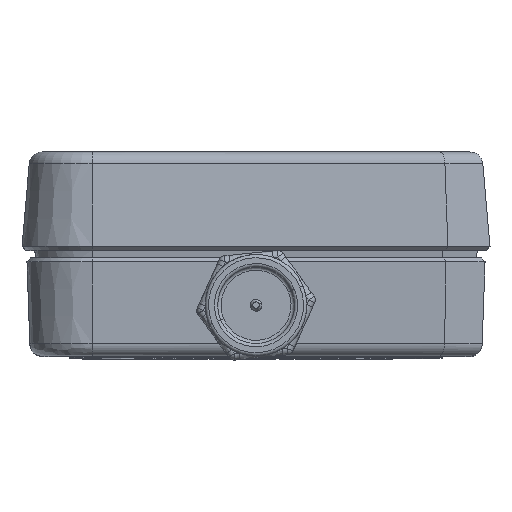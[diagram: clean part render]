
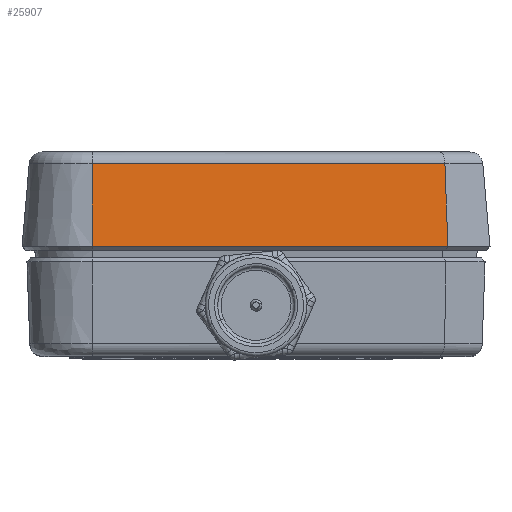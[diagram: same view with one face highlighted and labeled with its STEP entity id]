
A CAD part, top view. The second image highlights one B-rep face of the part: STEP entity #25907.
In plain terms, the highlighted planar face has unit normal (0, 0.087, 0.996).
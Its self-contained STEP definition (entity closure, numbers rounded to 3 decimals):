
#4394 = VECTOR ( 'NONE', #50711, 1000. ) ;
#5198 = VERTEX_POINT ( 'NONE', #13005 ) ;
#7125 = EDGE_LOOP ( 'NONE', ( #25903, #20163, #22255, #47069 ) ) ;
#7380 = CARTESIAN_POINT ( 'NONE',  ( -6.13, -0.125, 21.056 ) ) ;
#9785 = CARTESIAN_POINT ( 'NONE',  ( -33.282, 7.086, 20.427 ) ) ;
#10578 = DIRECTION ( 'NONE',  ( -1., 0., 0. ) ) ;
#10844 = CARTESIAN_POINT ( 'NONE',  ( -33.282, 6.173, 20.506 ) ) ;
#11449 = DIRECTION ( 'NONE',  ( 0., -0.996, 0.087 ) ) ;
#12353 = CARTESIAN_POINT ( 'NONE',  ( -33.282, -0.125, 21.057 ) ) ;
#12843 = EDGE_CURVE ( 'NONE', #33771, #5198, #18683, .T. ) ;
#13005 = CARTESIAN_POINT ( 'NONE',  ( -6.358, 6.173, 20.505 ) ) ;
#17101 = VECTOR ( 'NONE', #32164, 1000. ) ;
#18683 = LINE ( 'NONE', #7380, #4394 ) ;
#20163 = ORIENTED_EDGE ( 'NONE', *, *, #44349, .T. ) ;
#22255 = ORIENTED_EDGE ( 'NONE', *, *, #23039, .F. ) ;
#22650 = LINE ( 'NONE', #10844, #47187 ) ;
#23039 = EDGE_CURVE ( 'NONE', #33771, #47034, #47475, .T. ) ;
#23258 = CARTESIAN_POINT ( 'NONE',  ( -33.282, 7.086, 20.427 ) ) ;
#24378 = CARTESIAN_POINT ( 'NONE',  ( -33.282, -0.125, 21.057 ) ) ;
#25903 = ORIENTED_EDGE ( 'NONE', *, *, #37920, .T. ) ;
#25907 = ADVANCED_FACE ( 'NONE', ( #32203 ), #44927, .T. ) ;
#28871 = VECTOR ( 'NONE', #11449, 1000. ) ;
#31561 = CARTESIAN_POINT ( 'NONE',  ( -33.282, 6.173, 20.506 ) ) ;
#32164 = DIRECTION ( 'NONE',  ( -1., 0., 0. ) ) ;
#32203 = FACE_OUTER_BOUND ( 'NONE', #7125, .T. ) ;
#32954 = DIRECTION ( 'NONE',  ( 0., 0.087, 0.996 ) ) ;
#33771 = VERTEX_POINT ( 'NONE', #48432 ) ;
#35257 = AXIS2_PLACEMENT_3D ( 'NONE', #9785, #32954, #43937 ) ;
#37920 = EDGE_CURVE ( 'NONE', #5198, #44228, #22650, .T. ) ;
#43937 = DIRECTION ( 'NONE',  ( 1., 0., 0. ) ) ;
#44228 = VERTEX_POINT ( 'NONE', #31561 ) ;
#44349 = EDGE_CURVE ( 'NONE', #44228, #47034, #46809, .T. ) ;
#44927 = PLANE ( 'NONE',  #35257 ) ;
#46809 = LINE ( 'NONE', #23258, #28871 ) ;
#47034 = VERTEX_POINT ( 'NONE', #24378 ) ;
#47069 = ORIENTED_EDGE ( 'NONE', *, *, #12843, .T. ) ;
#47187 = VECTOR ( 'NONE', #10578, 1000. ) ;
#47475 = LINE ( 'NONE', #12353, #17101 ) ;
#48432 = CARTESIAN_POINT ( 'NONE',  ( -6.13, -0.125, 21.056 ) ) ;
#50711 = DIRECTION ( 'NONE',  ( -0.036, 0.996, -0.087 ) ) ;
